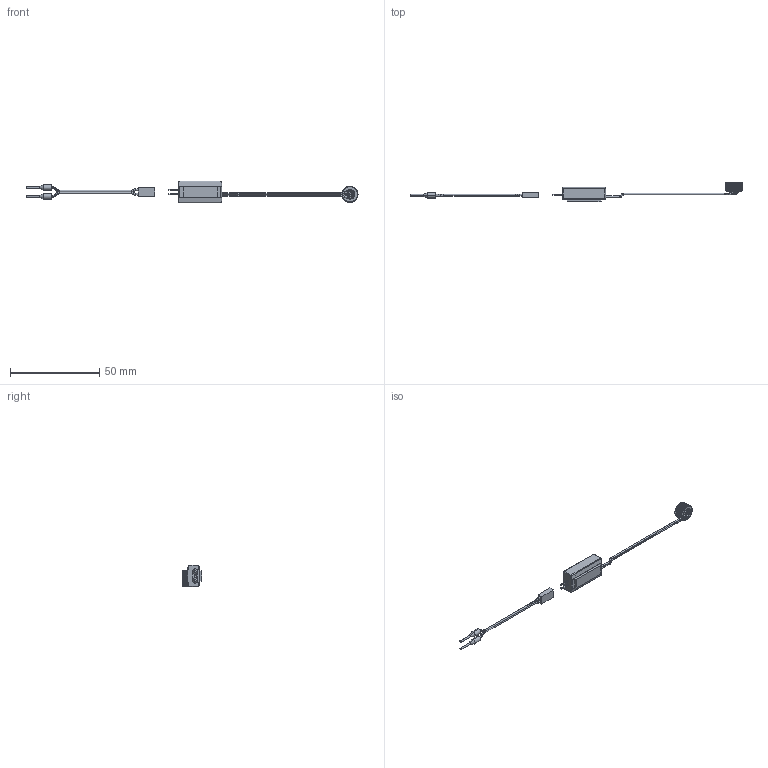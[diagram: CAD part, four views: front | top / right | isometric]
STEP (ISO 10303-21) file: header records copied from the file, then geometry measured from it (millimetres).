
FILE_DESCRIPTION (( 'STEP AP214' ), '1' );
FILE_NAME ('INGUN_109474.STEP', '2021-09-17T06:47:32', ( '' ), ( '' ), 'SwSTEP 2.0', 'SolidWorks 2018', '' );
FILE_SCHEMA (( 'AUTOMOTIVE_DESIGN' ));
Length unit declared in the file: millimetre
Products named in the file (4): Group2^109474~1_defeature_S; Group3^109474~1_defeature_S; Group1^109474~1_defeature_S; INGUN_109474
Assembly tree (3 placements, depth 2):
  INGUN_109474
    Group1^109474~1_defeature_S
    Group2^109474~1_defeature_S
    Group3^109474~1_defeature_S
Bounding box: 185.63 x 10.9 x 12 mm (x, y, z)
Volume: 1775.8 mm3; surface area: 3416.3 mm2
Topology: 4 solids, 4 shells, 733 faces, 1973 edges, 1258 vertices
Faces by surface type: plane 352, cylinder 185, cone 128, torus 52, bspline 12, sphere 4
Entity records: 25177 total; most frequent: CARTESIAN_POINT 5130, ORIENTED_EDGE 3938, DIRECTION 3742, EDGE_CURVE 1969, AXIS2_PLACEMENT_3D 1326, VERTEX_POINT 1258, VECTOR 1090, LINE 1090
